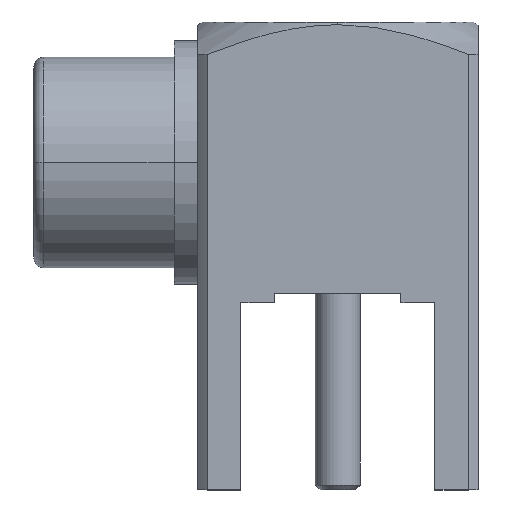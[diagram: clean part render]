
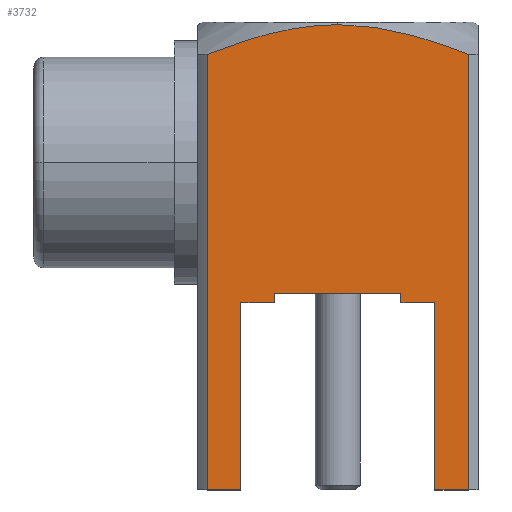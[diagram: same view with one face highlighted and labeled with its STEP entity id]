
A CAD part, top view. The second image highlights one B-rep face of the part: STEP entity #3732.
In plain terms, the highlighted planar face has unit normal (0, 0, 1).
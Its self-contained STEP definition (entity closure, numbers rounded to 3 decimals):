
#15 = VERTEX_POINT ( 'NONE', #3676 ) ;
#78 = CARTESIAN_POINT ( 'NONE',  ( 5.15, -2.8, 3. ) ) ;
#86 = ORIENTED_EDGE ( 'NONE', *, *, #3267, .T. ) ;
#106 = CARTESIAN_POINT ( 'NONE',  ( 3.5, -7., 3. ) ) ;
#119 = EDGE_CURVE ( 'NONE', #211, #2301, #2102, .T. ) ;
#211 = VERTEX_POINT ( 'NONE', #1984 ) ;
#232 = ORIENTED_EDGE ( 'NONE', *, *, #772, .T. ) ;
#234 = DIRECTION ( 'NONE',  ( 0., -1., 0. ) ) ;
#269 = VECTOR ( 'NONE', #2330, 1000. ) ;
#271 = VERTEX_POINT ( 'NONE', #3518 ) ;
#286 = CARTESIAN_POINT ( 'NONE',  ( 8.847, 2.483, 3. ) ) ;
#316 = DIRECTION ( 'NONE',  ( 1., 0., 0. ) ) ;
#400 = VECTOR ( 'NONE', #1002, 1000. ) ;
#411 = DIRECTION ( 'NONE',  ( -1., 0., 0. ) ) ;
#540 = ORIENTED_EDGE ( 'NONE', *, *, #3498, .T. ) ;
#549 = ORIENTED_EDGE ( 'NONE', *, *, #3601, .T. ) ;
#655 = EDGE_CURVE ( 'NONE', #2992, #3417, #2711, .T. ) ;
#686 = VERTEX_POINT ( 'NONE', #1324 ) ;
#728 = DIRECTION ( 'NONE',  ( 0., -1., 0. ) ) ;
#730 = VECTOR ( 'NONE', #234, 1000. ) ;
#772 = EDGE_CURVE ( 'NONE', #2991, #2755, #1807, .T. ) ;
#862 = ORIENTED_EDGE ( 'NONE', *, *, #3709, .T. ) ;
#901 = CARTESIAN_POINT ( 'NONE',  ( 7.693, 2.814, 3. ) ) ;
#933 = EDGE_CURVE ( 'NONE', #15, #3417, #2321, .T. ) ;
#1002 = DIRECTION ( 'NONE',  ( 0., -1., 0. ) ) ;
#1059 = DIRECTION ( 'NONE',  ( 1., 0., 0. ) ) ;
#1062 = DIRECTION ( 'NONE',  ( 0., -1., 0. ) ) ;
#1181 = CARTESIAN_POINT ( 'NONE',  ( 4.613, 2.643, 3. ) ) ;
#1184 = CARTESIAN_POINT ( 'NONE',  ( 6.5, 2.942, 3. ) ) ;
#1192 = CARTESIAN_POINT ( 'NONE',  ( 6.983, 2.925, 3. ) ) ;
#1256 = VECTOR ( 'NONE', #3542, 1000. ) ;
#1267 = CARTESIAN_POINT ( 'NONE',  ( 3.705, 3.708, 3. ) ) ;
#1289 = CARTESIAN_POINT ( 'NONE',  ( 4.425, -3., 3. ) ) ;
#1324 = CARTESIAN_POINT ( 'NONE',  ( 3.705, 2.307, 3. ) ) ;
#1336 = VERTEX_POINT ( 'NONE', #2382 ) ;
#1442 = LINE ( 'NONE', #2555, #3566 ) ;
#1480 = LINE ( 'NONE', #78, #2985 ) ;
#1492 = CARTESIAN_POINT ( 'NONE',  ( 3.705, 2.307, 3. ) ) ;
#1505 = DIRECTION ( 'NONE',  ( 0., 1., 0. ) ) ;
#1507 = CARTESIAN_POINT ( 'NONE',  ( 6.5, 2.942, 3. ) ) ;
#1582 = EDGE_CURVE ( 'NONE', #686, #15, #2317, .T. ) ;
#1629 = ORIENTED_EDGE ( 'NONE', *, *, #933, .T. ) ;
#1674 = ORIENTED_EDGE ( 'NONE', *, *, #655, .F. ) ;
#1707 = CARTESIAN_POINT ( 'NONE',  ( 7.85, -3., 3. ) ) ;
#1726 = VERTEX_POINT ( 'NONE', #1184 ) ;
#1788 = CARTESIAN_POINT ( 'NONE',  ( 9.295, 3.708, 3. ) ) ;
#1790 = CARTESIAN_POINT ( 'NONE',  ( 9.295, 2.307, 3. ) ) ;
#1807 = LINE ( 'NONE', #2524, #2608 ) ;
#1834 = ORIENTED_EDGE ( 'NONE', *, *, #3206, .T. ) ;
#1873 = EDGE_LOOP ( 'NONE', ( #1674, #86, #2807, #862, #232, #2492, #2513, #549, #1834, #540, #3892, #2863, #1629 ) ) ;
#1920 = VERTEX_POINT ( 'NONE', #2214 ) ;
#1984 = CARTESIAN_POINT ( 'NONE',  ( 8.575, -3., 3. ) ) ;
#1997 = EDGE_CURVE ( 'NONE', #2755, #211, #2041, .T. ) ;
#2022 = CARTESIAN_POINT ( 'NONE',  ( 5.15, 11.485, 3. ) ) ;
#2041 = LINE ( 'NONE', #1707, #1256 ) ;
#2059 = CARTESIAN_POINT ( 'NONE',  ( 7.85, -3., 3. ) ) ;
#2102 = LINE ( 'NONE', #3910, #2831 ) ;
#2131 = CARTESIAN_POINT ( 'NONE',  ( 9.295, 2.307, 3. ) ) ;
#2180 = FACE_OUTER_BOUND ( 'NONE', #1873, .T. ) ;
#2184 = VECTOR ( 'NONE', #316, 1000. ) ;
#2210 = DIRECTION ( 'NONE',  ( 0., 0., 1. ) ) ;
#2214 = CARTESIAN_POINT ( 'NONE',  ( 9.295, -7., 3. ) ) ;
#2301 = VERTEX_POINT ( 'NONE', #3403 ) ;
#2317 = LINE ( 'NONE', #1267, #730 ) ;
#2321 = LINE ( 'NONE', #3690, #3135 ) ;
#2330 = DIRECTION ( 'NONE',  ( 0., -1., 0. ) ) ;
#2382 = CARTESIAN_POINT ( 'NONE',  ( 5.15, -3., 3. ) ) ;
#2492 = ORIENTED_EDGE ( 'NONE', *, *, #1997, .T. ) ;
#2502 = DIRECTION ( 'NONE',  ( 1., 0., 0. ) ) ;
#2507 = CARTESIAN_POINT ( 'NONE',  ( 4.425, 5.333, 3. ) ) ;
#2513 = ORIENTED_EDGE ( 'NONE', *, *, #119, .T. ) ;
#2524 = CARTESIAN_POINT ( 'NONE',  ( 7.85, 11.485, 3. ) ) ;
#2555 = CARTESIAN_POINT ( 'NONE',  ( 5.15, -3., 3. ) ) ;
#2590 = EDGE_CURVE ( 'NONE', #271, #1336, #2677, .T. ) ;
#2608 = VECTOR ( 'NONE', #728, 1000. ) ;
#2651 = CARTESIAN_POINT ( 'NONE',  ( 4.425, -7., 3. ) ) ;
#2677 = LINE ( 'NONE', #2022, #269 ) ;
#2693 = CARTESIAN_POINT ( 'NONE',  ( 6.5, 2.942, 3. ) ) ;
#2697 = AXIS2_PLACEMENT_3D ( 'NONE', #106, #2210, #411 ) ;
#2703 = CARTESIAN_POINT ( 'NONE',  ( 8.39, 2.641, 3. ) ) ;
#2711 = LINE ( 'NONE', #2507, #400 ) ;
#2755 = VERTEX_POINT ( 'NONE', #2059 ) ;
#2807 = ORIENTED_EDGE ( 'NONE', *, *, #2590, .F. ) ;
#2810 = CARTESIAN_POINT ( 'NONE',  ( 7.85, -2.8, 3. ) ) ;
#2831 = VECTOR ( 'NONE', #1062, 1000. ) ;
#2863 = ORIENTED_EDGE ( 'NONE', *, *, #1582, .T. ) ;
#2915 = B_SPLINE_CURVE_WITH_KNOTS ( 'NONE', 3,
 ( #1790, #286, #2703, #901, #3004, #1192, #3313, #1507 ),
 .UNSPECIFIED., .F., .F.,
 ( 4, 2, 2, 4 ),
 ( 0.003, 0.005, 0.006, 0.006 ),
 .UNSPECIFIED. ) ;
#2935 = B_SPLINE_CURVE_WITH_KNOTS ( 'NONE', 3,
 ( #2693, #3574, #2984, #1181, #3299, #1492 ),
 .UNSPECIFIED., .F., .F.,
 ( 4, 2, 4 ),
 ( 0.006, 0.008, 0.009 ),
 .UNSPECIFIED. ) ;
#2948 = LINE ( 'NONE', #1788, #3668 ) ;
#2984 = CARTESIAN_POINT ( 'NONE',  ( 5.543, 2.873, 3. ) ) ;
#2985 = VECTOR ( 'NONE', #2502, 1000. ) ;
#2991 = VERTEX_POINT ( 'NONE', #2810 ) ;
#2992 = VERTEX_POINT ( 'NONE', #1289 ) ;
#3004 = CARTESIAN_POINT ( 'NONE',  ( 7.459, 2.861, 3. ) ) ;
#3135 = VECTOR ( 'NONE', #3394, 1000. ) ;
#3206 = EDGE_CURVE ( 'NONE', #1920, #3670, #2948, .T. ) ;
#3267 = EDGE_CURVE ( 'NONE', #2992, #1336, #1442, .T. ) ;
#3299 = CARTESIAN_POINT ( 'NONE',  ( 4.153, 2.483, 3. ) ) ;
#3313 = CARTESIAN_POINT ( 'NONE',  ( 6.74, 2.942, 3. ) ) ;
#3327 = CARTESIAN_POINT ( 'NONE',  ( 2.4, -7., 3. ) ) ;
#3394 = DIRECTION ( 'NONE',  ( 1., 0., 0. ) ) ;
#3403 = CARTESIAN_POINT ( 'NONE',  ( 8.575, -7., 3. ) ) ;
#3404 = PLANE ( 'NONE',  #2697 ) ;
#3417 = VERTEX_POINT ( 'NONE', #2651 ) ;
#3470 = EDGE_CURVE ( 'NONE', #1726, #686, #2935, .T. ) ;
#3498 = EDGE_CURVE ( 'NONE', #3670, #1726, #2915, .T. ) ;
#3518 = CARTESIAN_POINT ( 'NONE',  ( 5.15, -2.8, 3. ) ) ;
#3542 = DIRECTION ( 'NONE',  ( 1., 0., 0. ) ) ;
#3566 = VECTOR ( 'NONE', #1059, 1000. ) ;
#3574 = CARTESIAN_POINT ( 'NONE',  ( 6.016, 2.942, 3. ) ) ;
#3601 = EDGE_CURVE ( 'NONE', #2301, #1920, #3712, .T. ) ;
#3668 = VECTOR ( 'NONE', #1505, 1000. ) ;
#3670 = VERTEX_POINT ( 'NONE', #2131 ) ;
#3676 = CARTESIAN_POINT ( 'NONE',  ( 3.705, -7., 3. ) ) ;
#3690 = CARTESIAN_POINT ( 'NONE',  ( 2.4, -7., 3. ) ) ;
#3709 = EDGE_CURVE ( 'NONE', #271, #2991, #1480, .T. ) ;
#3712 = LINE ( 'NONE', #3327, #2184 ) ;
#3732 = ADVANCED_FACE ( 'NONE', ( #2180 ), #3404, .T. ) ;
#3892 = ORIENTED_EDGE ( 'NONE', *, *, #3470, .T. ) ;
#3910 = CARTESIAN_POINT ( 'NONE',  ( 8.575, 5.333, 3. ) ) ;
